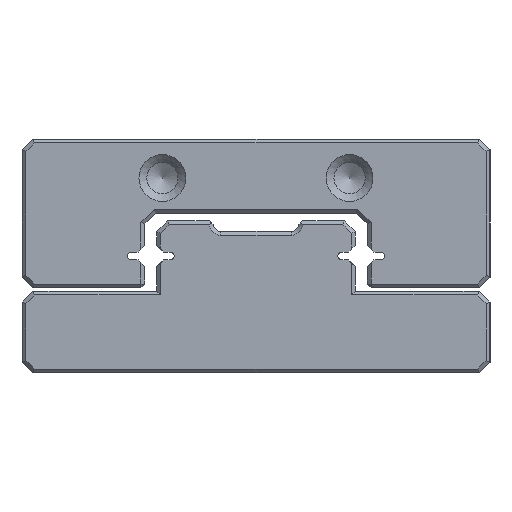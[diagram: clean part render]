
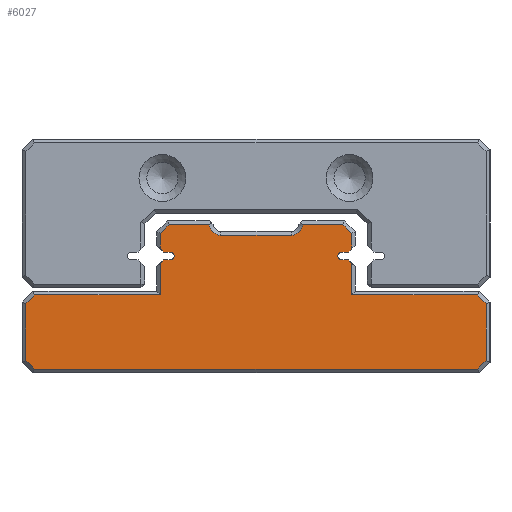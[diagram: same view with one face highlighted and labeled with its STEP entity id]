
A CAD part, left-side view. The second image highlights one B-rep face of the part: STEP entity #6027.
In plain terms, the highlighted planar face has unit normal (-1, 0, 0).
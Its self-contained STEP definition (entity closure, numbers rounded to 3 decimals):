
#5661=CIRCLE('',#27023,0.25);
#5667=CIRCLE('',#27041,0.25);
#5673=CIRCLE('',#27053,0.75);
#5674=CIRCLE('',#27054,0.75);
#6027=ADVANCED_FACE('',(#8315),#7384,.T.);
#7384=PLANE('',#27055);
#8315=FACE_OUTER_BOUND('',#9358,.T.);
#9358=EDGE_LOOP('',(#11313,#11314,#11315,#11316,#11317,#11318,#11319,#11320,
#11321,#11322,#11323,#11324,#11325,#11326,#11327,#11328,#11329,#11330,#11331,
#11332,#11333,#11334,#11335,#11336,#11337,#11338,#11339,#11340,#11341,#11342));
#11313=ORIENTED_EDGE('',*,*,#19484,.T.);
#11314=ORIENTED_EDGE('',*,*,#19485,.T.);
#11315=ORIENTED_EDGE('',*,*,#19486,.T.);
#11316=ORIENTED_EDGE('',*,*,#19487,.T.);
#11317=ORIENTED_EDGE('',*,*,#19488,.T.);
#11318=ORIENTED_EDGE('',*,*,#19489,.T.);
#11319=ORIENTED_EDGE('',*,*,#19490,.T.);
#11320=ORIENTED_EDGE('',*,*,#19410,.F.);
#11321=ORIENTED_EDGE('',*,*,#19404,.F.);
#11322=ORIENTED_EDGE('',*,*,#19401,.F.);
#11323=ORIENTED_EDGE('',*,*,#19398,.F.);
#11324=ORIENTED_EDGE('',*,*,#19396,.F.);
#11325=ORIENTED_EDGE('',*,*,#19491,.T.);
#11326=ORIENTED_EDGE('',*,*,#19492,.T.);
#11327=ORIENTED_EDGE('',*,*,#19493,.T.);
#11328=ORIENTED_EDGE('',*,*,#19494,.T.);
#11329=ORIENTED_EDGE('',*,*,#19495,.T.);
#11330=ORIENTED_EDGE('',*,*,#19496,.T.);
#11331=ORIENTED_EDGE('',*,*,#19497,.T.);
#11332=ORIENTED_EDGE('',*,*,#19498,.T.);
#11333=ORIENTED_EDGE('',*,*,#19499,.T.);
#11334=ORIENTED_EDGE('',*,*,#19500,.T.);
#11335=ORIENTED_EDGE('',*,*,#19501,.T.);
#11336=ORIENTED_EDGE('',*,*,#19454,.F.);
#11337=ORIENTED_EDGE('',*,*,#19448,.F.);
#11338=ORIENTED_EDGE('',*,*,#19445,.F.);
#11339=ORIENTED_EDGE('',*,*,#19442,.F.);
#11340=ORIENTED_EDGE('',*,*,#19440,.F.);
#11341=ORIENTED_EDGE('',*,*,#19502,.T.);
#11342=ORIENTED_EDGE('',*,*,#19503,.T.);
#17271=VERTEX_POINT('',#34038);
#17272=VERTEX_POINT('',#34040);
#17273=VERTEX_POINT('',#34044);
#17275=VERTEX_POINT('',#34050);
#17277=VERTEX_POINT('',#34056);
#17282=VERTEX_POINT('',#34068);
#17307=VERTEX_POINT('',#34130);
#17308=VERTEX_POINT('',#34132);
#17309=VERTEX_POINT('',#34136);
#17311=VERTEX_POINT('',#34142);
#17313=VERTEX_POINT('',#34148);
#17318=VERTEX_POINT('',#34160);
#17343=VERTEX_POINT('',#34219);
#17344=VERTEX_POINT('',#34220);
#17345=VERTEX_POINT('',#34222);
#17346=VERTEX_POINT('',#34224);
#17347=VERTEX_POINT('',#34226);
#17348=VERTEX_POINT('',#34228);
#17349=VERTEX_POINT('',#34230);
#17350=VERTEX_POINT('',#34233);
#17351=VERTEX_POINT('',#34235);
#17352=VERTEX_POINT('',#34237);
#17353=VERTEX_POINT('',#34239);
#17354=VERTEX_POINT('',#34241);
#17355=VERTEX_POINT('',#34243);
#17356=VERTEX_POINT('',#34245);
#17357=VERTEX_POINT('',#34247);
#17358=VERTEX_POINT('',#34249);
#17359=VERTEX_POINT('',#34251);
#17360=VERTEX_POINT('',#34254);
#19396=EDGE_CURVE('',#17271,#17272,#22407,.T.);
#19398=EDGE_CURVE('',#17272,#17273,#22409,.T.);
#19401=EDGE_CURVE('',#17273,#17275,#5661,.T.);
#19404=EDGE_CURVE('',#17275,#17277,#22413,.T.);
#19410=EDGE_CURVE('',#17277,#17282,#22419,.T.);
#19440=EDGE_CURVE('',#17307,#17308,#22445,.T.);
#19442=EDGE_CURVE('',#17308,#17309,#22447,.T.);
#19445=EDGE_CURVE('',#17309,#17311,#5667,.T.);
#19448=EDGE_CURVE('',#17311,#17313,#22451,.T.);
#19454=EDGE_CURVE('',#17313,#17318,#22457,.T.);
#19484=EDGE_CURVE('',#17343,#17344,#22483,.T.);
#19485=EDGE_CURVE('',#17344,#17345,#5673,.T.);
#19486=EDGE_CURVE('',#17345,#17346,#22484,.T.);
#19487=EDGE_CURVE('',#17346,#17347,#5674,.T.);
#19488=EDGE_CURVE('',#17347,#17348,#22485,.T.);
#19489=EDGE_CURVE('',#17348,#17349,#22486,.T.);
#19490=EDGE_CURVE('',#17349,#17282,#22487,.T.);
#19491=EDGE_CURVE('',#17271,#17350,#22488,.T.);
#19492=EDGE_CURVE('',#17350,#17351,#22489,.T.);
#19493=EDGE_CURVE('',#17351,#17352,#22490,.T.);
#19494=EDGE_CURVE('',#17352,#17353,#22491,.T.);
#19495=EDGE_CURVE('',#17353,#17354,#22492,.T.);
#19496=EDGE_CURVE('',#17354,#17355,#22493,.T.);
#19497=EDGE_CURVE('',#17355,#17356,#22494,.T.);
#19498=EDGE_CURVE('',#17356,#17357,#22495,.T.);
#19499=EDGE_CURVE('',#17357,#17358,#22496,.T.);
#19500=EDGE_CURVE('',#17358,#17359,#22497,.T.);
#19501=EDGE_CURVE('',#17359,#17318,#22498,.T.);
#19502=EDGE_CURVE('',#17307,#17360,#22499,.T.);
#19503=EDGE_CURVE('',#17360,#17343,#22500,.T.);
#22407=LINE('',#34039,#24709);
#22409=LINE('',#34043,#24711);
#22413=LINE('',#34055,#24715);
#22419=LINE('',#34067,#24721);
#22445=LINE('',#34131,#24747);
#22447=LINE('',#34135,#24749);
#22451=LINE('',#34147,#24753);
#22457=LINE('',#34159,#24759);
#22483=LINE('',#34218,#24785);
#22484=LINE('',#34223,#24786);
#22485=LINE('',#34227,#24787);
#22486=LINE('',#34229,#24788);
#22487=LINE('',#34231,#24789);
#22488=LINE('',#34232,#24790);
#22489=LINE('',#34234,#24791);
#22490=LINE('',#34236,#24792);
#22491=LINE('',#34238,#24793);
#22492=LINE('',#34240,#24794);
#22493=LINE('',#34242,#24795);
#22494=LINE('',#34244,#24796);
#22495=LINE('',#34246,#24797);
#22496=LINE('',#34248,#24798);
#22497=LINE('',#34250,#24799);
#22498=LINE('',#34252,#24800);
#22499=LINE('',#34253,#24801);
#22500=LINE('',#34255,#24802);
#24709=VECTOR('',#28624,1.);
#24711=VECTOR('',#28628,1.);
#24715=VECTOR('',#28640,1.);
#24721=VECTOR('',#28648,1.);
#24747=VECTOR('',#28698,1.);
#24749=VECTOR('',#28702,1.);
#24753=VECTOR('',#28714,1.);
#24759=VECTOR('',#28722,1.);
#24785=VECTOR('',#28764,1.);
#24786=VECTOR('',#28767,1.);
#24787=VECTOR('',#28770,1.);
#24788=VECTOR('',#28771,1.);
#24789=VECTOR('',#28772,1.);
#24790=VECTOR('',#28773,1.);
#24791=VECTOR('',#28774,1.);
#24792=VECTOR('',#28775,1.);
#24793=VECTOR('',#28776,1.);
#24794=VECTOR('',#28777,1.);
#24795=VECTOR('',#28778,1.);
#24796=VECTOR('',#28779,1.);
#24797=VECTOR('',#28780,1.);
#24798=VECTOR('',#28781,1.);
#24799=VECTOR('',#28782,1.);
#24800=VECTOR('',#28783,1.);
#24801=VECTOR('',#28784,1.);
#24802=VECTOR('',#28785,1.);
#27023=AXIS2_PLACEMENT_3D('',#34049,#28633,#28634);
#27041=AXIS2_PLACEMENT_3D('',#34141,#28707,#28708);
#27053=AXIS2_PLACEMENT_3D('',#34221,#28765,#28766);
#27054=AXIS2_PLACEMENT_3D('',#34225,#28768,#28769);
#27055=AXIS2_PLACEMENT_3D('',#34256,#28786,#28787);
#28624=DIRECTION('',(0.,-0.707,0.707));
#28628=DIRECTION('',(0.,-1.,0.));
#28633=DIRECTION('',(-1.,0.,0.));
#28634=DIRECTION('',(0.,1.,0.));
#28640=DIRECTION('',(0.,1.,0.));
#28648=DIRECTION('',(0.,0.707,0.707));
#28698=DIRECTION('',(0.,0.707,-0.707));
#28702=DIRECTION('',(0.,1.,0.));
#28707=DIRECTION('',(-1.,0.,0.));
#28708=DIRECTION('',(0.,1.,0.));
#28714=DIRECTION('',(0.,-1.,0.));
#28722=DIRECTION('',(0.,-0.707,-0.707));
#28764=DIRECTION('',(0.,1.,0.));
#28765=DIRECTION('',(1.,0.,0.));
#28766=DIRECTION('',(0.,0.,1.));
#28767=DIRECTION('',(0.,1.,0.));
#28768=DIRECTION('',(1.,0.,0.));
#28769=DIRECTION('',(0.,0.,1.));
#28770=DIRECTION('',(0.,1.,0.));
#28771=DIRECTION('',(0.,0.707,-0.707));
#28772=DIRECTION('',(0.,0.,-1.));
#28773=DIRECTION('',(0.,0.,-1.));
#28774=DIRECTION('',(0.,1.,0.));
#28775=DIRECTION('',(0.,0.707,-0.707));
#28776=DIRECTION('',(0.,0.,-1.));
#28777=DIRECTION('',(0.,-0.707,-0.707));
#28778=DIRECTION('',(0.,-1.,0.));
#28779=DIRECTION('',(0.,-0.707,0.707));
#28780=DIRECTION('',(0.,0.,1.));
#28781=DIRECTION('',(0.,0.707,0.707));
#28782=DIRECTION('',(0.,1.,0.));
#28783=DIRECTION('',(0.,0.,1.));
#28784=DIRECTION('',(0.,0.,1.));
#28785=DIRECTION('',(0.,0.707,0.707));
#28786=DIRECTION('',(-1.,0.,0.));
#28787=DIRECTION('',(0.,0.,-1.));
#34038=CARTESIAN_POINT('',(80.,21.125,7.064));
#34039=CARTESIAN_POINT('',(80.,21.375,6.814));
#34040=CARTESIAN_POINT('',(80.,20.939,7.25));
#34043=CARTESIAN_POINT('',(80.,20.939,7.25));
#34044=CARTESIAN_POINT('',(80.,20.5,7.25));
#34049=CARTESIAN_POINT('',(80.,20.5,7.5));
#34050=CARTESIAN_POINT('',(80.,20.5,7.75));
#34055=CARTESIAN_POINT('',(80.,20.5,7.75));
#34056=CARTESIAN_POINT('',(80.,20.939,7.75));
#34067=CARTESIAN_POINT('',(80.,20.939,7.75));
#34068=CARTESIAN_POINT('',(80.,21.125,7.936));
#34130=CARTESIAN_POINT('',(80.,8.875,7.936));
#34131=CARTESIAN_POINT('',(80.,8.625,8.186));
#34132=CARTESIAN_POINT('',(80.,9.061,7.75));
#34135=CARTESIAN_POINT('',(80.,9.061,7.75));
#34136=CARTESIAN_POINT('',(80.,9.5,7.75));
#34141=CARTESIAN_POINT('',(80.,9.5,7.5));
#34142=CARTESIAN_POINT('',(80.,9.5,7.25));
#34147=CARTESIAN_POINT('',(80.,9.5,7.25));
#34148=CARTESIAN_POINT('',(80.,9.061,7.25));
#34159=CARTESIAN_POINT('',(80.,9.061,7.25));
#34160=CARTESIAN_POINT('',(80.,8.875,7.064));
#34218=CARTESIAN_POINT('',(80.,12.25,9.5));
#34219=CARTESIAN_POINT('',(80.,9.429,9.5));
#34220=CARTESIAN_POINT('',(80.,12.004,9.5));
#34221=CARTESIAN_POINT('',(80.,12.75,9.575));
#34222=CARTESIAN_POINT('',(80.,12.75,8.825));
#34223=CARTESIAN_POINT('',(80.,17.25,8.825));
#34224=CARTESIAN_POINT('',(80.,17.25,8.825));
#34225=CARTESIAN_POINT('',(80.,17.25,9.575));
#34226=CARTESIAN_POINT('',(80.,17.996,9.5));
#34227=CARTESIAN_POINT('',(80.,20.675,9.5));
#34228=CARTESIAN_POINT('',(80.,20.571,9.5));
#34229=CARTESIAN_POINT('',(80.,21.536,8.536));
#34230=CARTESIAN_POINT('',(80.,21.125,8.946));
#34231=CARTESIAN_POINT('',(80.,21.125,8.186));
#34232=CARTESIAN_POINT('',(80.,21.125,5.25));
#34233=CARTESIAN_POINT('',(80.,21.125,5.));
#34234=CARTESIAN_POINT('',(80.,29.3,5.));
#34235=CARTESIAN_POINT('',(80.,29.196,5.));
#34236=CARTESIAN_POINT('',(80.,23.598,10.598));
#34237=CARTESIAN_POINT('',(80.,29.75,4.446));
#34238=CARTESIAN_POINT('',(80.,29.75,0.7));
#34239=CARTESIAN_POINT('',(80.,29.75,0.804));
#34240=CARTESIAN_POINT('',(80.,28.473,-0.473));
#34241=CARTESIAN_POINT('',(80.,29.196,0.25));
#34242=CARTESIAN_POINT('',(80.,0.7,0.25));
#34243=CARTESIAN_POINT('',(80.,0.804,0.25));
#34244=CARTESIAN_POINT('',(80.,7.027,-5.973));
#34245=CARTESIAN_POINT('',(80.,0.25,0.804));
#34246=CARTESIAN_POINT('',(80.,0.25,4.55));
#34247=CARTESIAN_POINT('',(80.,0.25,4.446));
#34248=CARTESIAN_POINT('',(80.,11.902,16.098));
#34249=CARTESIAN_POINT('',(80.,0.804,5.));
#34250=CARTESIAN_POINT('',(80.,8.625,5.));
#34251=CARTESIAN_POINT('',(80.,8.875,5.));
#34252=CARTESIAN_POINT('',(80.,8.875,6.814));
#34253=CARTESIAN_POINT('',(80.,8.875,9.05));
#34254=CARTESIAN_POINT('',(80.,8.875,8.946));
#34255=CARTESIAN_POINT('',(80.,13.964,14.036));
#34256=CARTESIAN_POINT('',(80.,20.5,7.5));
